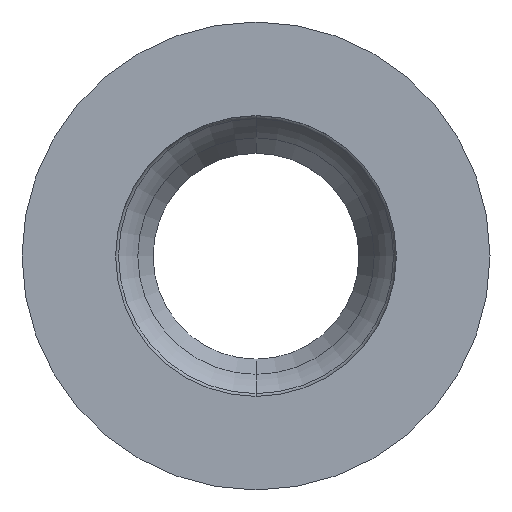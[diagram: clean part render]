
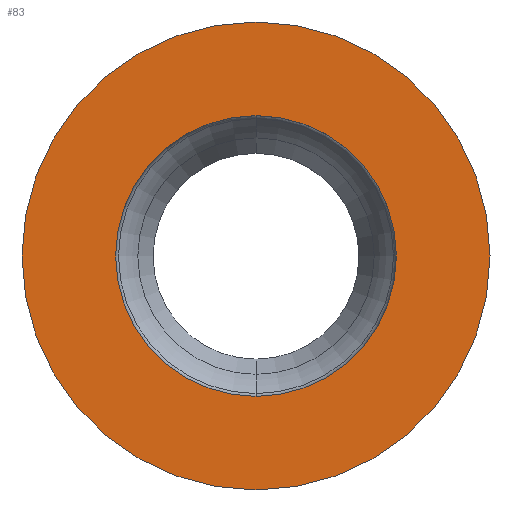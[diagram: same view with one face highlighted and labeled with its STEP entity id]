
A CAD part, top view. The second image highlights one B-rep face of the part: STEP entity #83.
In plain terms, the highlighted planar face has unit normal (0, 0, 1).
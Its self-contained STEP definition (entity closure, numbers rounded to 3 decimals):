
#83=ADVANCED_FACE('',(#109,#110),#104,.F.);
#104=PLANE('',#446);
#109=FACE_BOUND('',#120,.T.);
#110=FACE_BOUND('',#121,.T.);
#120=EDGE_LOOP('',(#201,#202));
#121=EDGE_LOOP('',(#203,#204));
#201=ORIENTED_EDGE('',*,*,#310,.F.);
#202=ORIENTED_EDGE('',*,*,#315,.F.);
#203=ORIENTED_EDGE('',*,*,#317,.F.);
#204=ORIENTED_EDGE('',*,*,#318,.F.);
#278=VERTEX_POINT('',#661);
#279=VERTEX_POINT('',#663);
#281=VERTEX_POINT('',#676);
#282=VERTEX_POINT('',#677);
#310=EDGE_CURVE('',#278,#279,#369,.T.);
#315=EDGE_CURVE('',#279,#278,#370,.T.);
#317=EDGE_CURVE('',#281,#282,#371,.T.);
#318=EDGE_CURVE('',#282,#281,#372,.T.);
#369=CIRCLE('',#434,5.);
#370=CIRCLE('',#440,5.);
#371=CIRCLE('',#444,3.);
#372=CIRCLE('',#445,3.);
#434=AXIS2_PLACEMENT_3D('',#662,#520,#521);
#440=AXIS2_PLACEMENT_3D('',#671,#533,#534);
#444=AXIS2_PLACEMENT_3D('',#675,#541,#542);
#445=AXIS2_PLACEMENT_3D('',#678,#543,#544);
#446=AXIS2_PLACEMENT_3D('',#679,#545,#546);
#520=DIRECTION('',(0.,0.,-1.));
#521=DIRECTION('',(0.,-1.,0.));
#533=DIRECTION('',(0.,0.,-1.));
#534=DIRECTION('',(0.,1.,0.));
#541=DIRECTION('',(0.,0.,1.));
#542=DIRECTION('',(0.,-1.,0.));
#543=DIRECTION('',(0.,0.,1.));
#544=DIRECTION('',(0.,1.,0.));
#545=DIRECTION('',(0.,0.,-1.));
#546=DIRECTION('',(0.,-1.,0.));
#661=CARTESIAN_POINT('',(0.,-5.,0.));
#662=CARTESIAN_POINT('',(0.,0.,0.));
#663=CARTESIAN_POINT('',(0.,5.,0.));
#671=CARTESIAN_POINT('',(0.,0.,0.));
#675=CARTESIAN_POINT('',(0.,0.,0.));
#676=CARTESIAN_POINT('',(0.,-3.,0.));
#677=CARTESIAN_POINT('',(0.,3.,0.));
#678=CARTESIAN_POINT('',(0.,0.,0.));
#679=CARTESIAN_POINT('',(0.,0.,0.));
